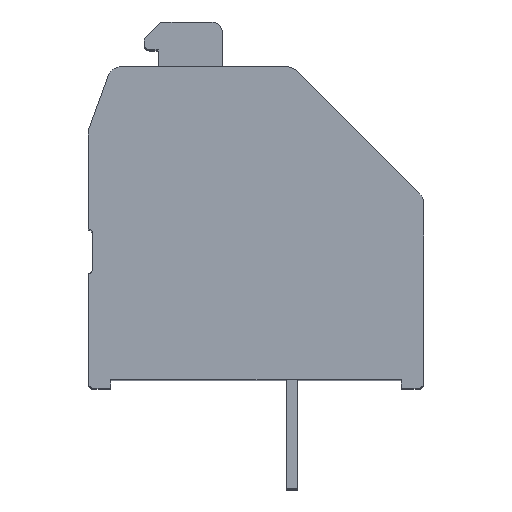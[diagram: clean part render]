
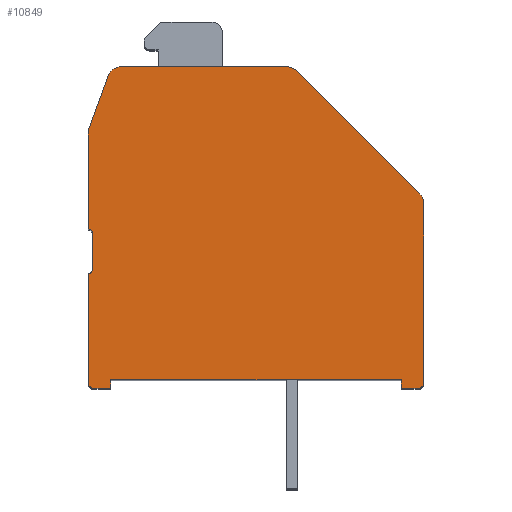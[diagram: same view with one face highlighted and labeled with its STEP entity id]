
A CAD part, top view. The second image highlights one B-rep face of the part: STEP entity #10849.
In plain terms, the highlighted planar face has unit normal (0, 0, 1).
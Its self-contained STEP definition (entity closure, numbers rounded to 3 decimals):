
#40=CIRCLE('',#11090,0.5);
#121=CIRCLE('',#11322,0.15);
#123=CIRCLE('',#11326,0.15);
#125=CIRCLE('',#11331,0.5);
#127=CIRCLE('',#11334,0.5);
#166=CIRCLE('',#11466,0.2);
#167=CIRCLE('',#11472,0.2);
#352=PLANE('',#11473);
#559=LINE('',#14120,#1485);
#818=LINE('',#14739,#1744);
#957=LINE('',#15079,#1883);
#962=LINE('',#15090,#1888);
#967=LINE('',#15104,#1893);
#974=LINE('',#15121,#1900);
#1027=LINE('',#15211,#1953);
#1032=LINE('',#15227,#1958);
#1147=LINE('',#15552,#2073);
#1148=LINE('',#15554,#2074);
#1150=LINE('',#15558,#2076);
#1152=LINE('',#15562,#2078);
#1485=VECTOR('',#11874,1000.);
#1744=VECTOR('',#12403,1000.);
#1883=VECTOR('',#12684,1000.);
#1888=VECTOR('',#12691,1000.);
#1893=VECTOR('',#12704,1000.);
#1900=VECTOR('',#12719,1000.);
#1953=VECTOR('',#12774,1000.);
#1958=VECTOR('',#12793,1000.);
#2073=VECTOR('',#13172,1000.);
#2074=VECTOR('',#13175,1000.);
#2076=VECTOR('',#13179,1000.);
#2078=VECTOR('',#13183,1000.);
#3731=ORIENTED_EDGE('',*,*,#5269,.T.);
#3732=ORIENTED_EDGE('',*,*,#5273,.F.);
#3733=ORIENTED_EDGE('',*,*,#5276,.T.);
#3734=ORIENTED_EDGE('',*,*,#5279,.F.);
#3735=ORIENTED_EDGE('',*,*,#5285,.T.);
#3736=ORIENTED_EDGE('',*,*,#5499,.T.);
#3737=ORIENTED_EDGE('',*,*,#5501,.T.);
#3738=ORIENTED_EDGE('',*,*,#5502,.T.);
#3739=ORIENTED_EDGE('',*,*,#5264,.T.);
#3740=ORIENTED_EDGE('',*,*,#5504,.T.);
#3741=ORIENTED_EDGE('',*,*,#5506,.T.);
#3742=ORIENTED_EDGE('',*,*,#5507,.T.);
#3743=ORIENTED_EDGE('',*,*,#5338,.T.);
#3744=ORIENTED_EDGE('',*,*,#5342,.T.);
#3745=ORIENTED_EDGE('',*,*,#4772,.T.);
#3746=ORIENTED_EDGE('',*,*,#4741,.T.);
#3747=ORIENTED_EDGE('',*,*,#5091,.T.);
#3748=ORIENTED_EDGE('',*,*,#5345,.T.);
#3749=ORIENTED_EDGE('',*,*,#5347,.T.);
#4741=EDGE_CURVE('',#5896,#5895,#40,.T.);
#4772=EDGE_CURVE('',#5919,#5896,#559,.T.);
#5091=EDGE_CURVE('',#5895,#6143,#818,.T.);
#5264=EDGE_CURVE('',#6274,#6273,#957,.T.);
#5269=EDGE_CURVE('',#6279,#6278,#962,.T.);
#5273=EDGE_CURVE('',#6281,#6278,#121,.T.);
#5276=EDGE_CURVE('',#6281,#6283,#967,.T.);
#5279=EDGE_CURVE('',#6285,#6283,#123,.T.);
#5285=EDGE_CURVE('',#6285,#6289,#974,.T.);
#5338=EDGE_CURVE('',#6326,#6325,#1027,.T.);
#5342=EDGE_CURVE('',#6325,#5919,#125,.T.);
#5345=EDGE_CURVE('',#6143,#6329,#127,.T.);
#5347=EDGE_CURVE('',#6329,#6279,#1032,.T.);
#5499=EDGE_CURVE('',#6289,#6406,#166,.T.);
#5501=EDGE_CURVE('',#6406,#6407,#1147,.T.);
#5502=EDGE_CURVE('',#6407,#6274,#1148,.T.);
#5504=EDGE_CURVE('',#6273,#6408,#1150,.T.);
#5506=EDGE_CURVE('',#6408,#6409,#1152,.T.);
#5507=EDGE_CURVE('',#6409,#6326,#167,.T.);
#5895=VERTEX_POINT('',#14057);
#5896=VERTEX_POINT('',#14059);
#5919=VERTEX_POINT('',#14121);
#6143=VERTEX_POINT('',#14738);
#6273=VERTEX_POINT('',#15078);
#6274=VERTEX_POINT('',#15080);
#6278=VERTEX_POINT('',#15089);
#6279=VERTEX_POINT('',#15091);
#6281=VERTEX_POINT('',#15097);
#6283=VERTEX_POINT('',#15103);
#6285=VERTEX_POINT('',#15109);
#6289=VERTEX_POINT('',#15120);
#6325=VERTEX_POINT('',#15210);
#6326=VERTEX_POINT('',#15212);
#6329=VERTEX_POINT('',#15223);
#6406=VERTEX_POINT('',#15547);
#6407=VERTEX_POINT('',#15551);
#6408=VERTEX_POINT('',#15557);
#6409=VERTEX_POINT('',#15561);
#6916=EDGE_LOOP('',(#3731,#3732,#3733,#3734,#3735,#3736,#3737,#3738,#3739,
#3740,#3741,#3742,#3743,#3744,#3745,#3746,#3747,#3748,#3749));
#7360=FACE_BOUND('',#6916,.T.);
#10849=ADVANCED_FACE('',(#7360),#352,.T.);
#11090=AXIS2_PLACEMENT_3D('',#14058,#11812,#11813);
#11322=AXIS2_PLACEMENT_3D('',#15098,#12698,#12699);
#11326=AXIS2_PLACEMENT_3D('',#15110,#12710,#12711);
#11331=AXIS2_PLACEMENT_3D('',#15218,#12781,#12782);
#11334=AXIS2_PLACEMENT_3D('',#15224,#12788,#12789);
#11466=AXIS2_PLACEMENT_3D('',#15548,#13167,#13168);
#11472=AXIS2_PLACEMENT_3D('',#15564,#13186,#13187);
#11473=AXIS2_PLACEMENT_3D('',#15565,#13188,#13189);
#11812=DIRECTION('',(0.,0.,1.));
#11813=DIRECTION('',(1.,0.,0.));
#11874=DIRECTION('',(-0.707,0.707,0.));
#12403=DIRECTION('',(-1.,0.,0.));
#12684=DIRECTION('',(1.,0.,0.));
#12691=DIRECTION('',(0.,-1.,0.));
#12698=DIRECTION('',(0.,0.,1.));
#12699=DIRECTION('',(1.,0.,0.));
#12704=DIRECTION('',(0.,-1.,0.));
#12710=DIRECTION('',(0.,0.,1.));
#12711=DIRECTION('',(1.,0.,0.));
#12719=DIRECTION('',(0.,-1.,0.));
#12774=DIRECTION('',(0.,1.,0.));
#12781=DIRECTION('',(0.,0.,1.));
#12782=DIRECTION('',(1.,0.,0.));
#12788=DIRECTION('',(0.,0.,1.));
#12789=DIRECTION('',(1.,0.,0.));
#12793=DIRECTION('',(-0.342,-0.94,0.));
#13167=DIRECTION('',(0.,0.,1.));
#13168=DIRECTION('',(1.,0.,0.));
#13172=DIRECTION('',(1.,0.,0.));
#13175=DIRECTION('',(0.,1.,0.));
#13179=DIRECTION('',(0.,-1.,0.));
#13183=DIRECTION('',(1.,0.,0.));
#13186=DIRECTION('',(0.,0.,1.));
#13187=DIRECTION('',(1.,0.,0.));
#13188=DIRECTION('',(0.,0.,1.));
#13189=DIRECTION('',(1.,0.,0.));
#14057=CARTESIAN_POINT('',(-0.207,11.5,24.));
#14058=CARTESIAN_POINT('',(-0.207,11.,24.));
#14059=CARTESIAN_POINT('',(0.146,11.354,24.));
#14120=CARTESIAN_POINT('',(4.554,6.946,24.));
#14121=CARTESIAN_POINT('',(4.554,6.946,24.));
#14738=CARTESIAN_POINT('',(-6.113,11.5,24.));
#14739=CARTESIAN_POINT('',(-0.207,11.5,24.));
#15078=CARTESIAN_POINT('',(3.9,0.3,24.));
#15079=CARTESIAN_POINT('',(-6.5,0.3,24.));
#15080=CARTESIAN_POINT('',(-6.5,0.3,24.));
#15089=CARTESIAN_POINT('',(-7.3,5.7,24.));
#15090=CARTESIAN_POINT('',(-7.3,9.2,24.));
#15091=CARTESIAN_POINT('',(-7.3,9.2,24.));
#15097=CARTESIAN_POINT('',(-7.15,5.55,24.));
#15098=CARTESIAN_POINT('',(-7.3,5.55,24.));
#15103=CARTESIAN_POINT('',(-7.15,4.25,24.));
#15104=CARTESIAN_POINT('',(-7.15,5.55,24.));
#15109=CARTESIAN_POINT('',(-7.3,4.1,24.));
#15110=CARTESIAN_POINT('',(-7.3,4.25,24.));
#15120=CARTESIAN_POINT('',(-7.3,0.2,24.));
#15121=CARTESIAN_POINT('',(-7.3,4.1,24.));
#15210=CARTESIAN_POINT('',(4.7,6.593,24.));
#15211=CARTESIAN_POINT('',(4.7,0.2,24.));
#15212=CARTESIAN_POINT('',(4.7,0.2,24.));
#15218=CARTESIAN_POINT('',(4.2,6.593,24.));
#15223=CARTESIAN_POINT('',(-6.583,11.171,24.));
#15224=CARTESIAN_POINT('',(-6.113,11.,24.));
#15227=CARTESIAN_POINT('',(-6.583,11.171,24.));
#15547=CARTESIAN_POINT('',(-7.1,0.,24.));
#15548=CARTESIAN_POINT('',(-7.1,0.2,24.));
#15551=CARTESIAN_POINT('',(-6.5,0.,24.));
#15552=CARTESIAN_POINT('',(-7.1,0.,24.));
#15554=CARTESIAN_POINT('',(-6.5,0.,24.));
#15557=CARTESIAN_POINT('',(3.9,0.,24.));
#15558=CARTESIAN_POINT('',(3.9,0.3,24.));
#15561=CARTESIAN_POINT('',(4.5,0.,24.));
#15562=CARTESIAN_POINT('',(3.9,0.,24.));
#15564=CARTESIAN_POINT('',(4.5,0.2,24.));
#15565=CARTESIAN_POINT('',(-7.3,5.55,24.));
